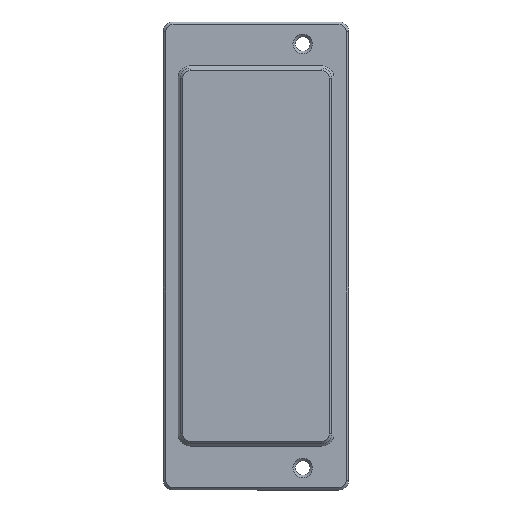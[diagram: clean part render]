
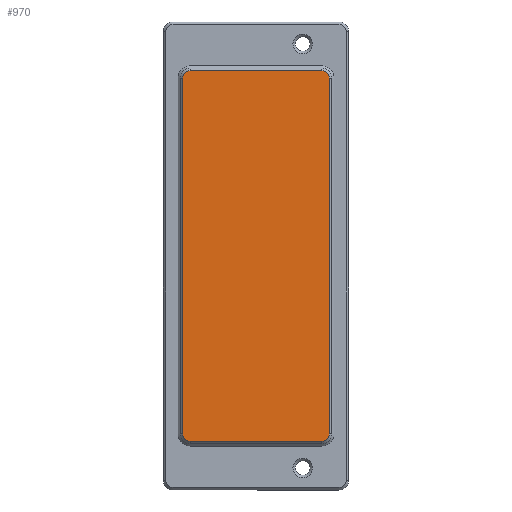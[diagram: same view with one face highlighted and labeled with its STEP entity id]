
A CAD part, top view. The second image highlights one B-rep face of the part: STEP entity #970.
In plain terms, the highlighted planar face has unit normal (0, 0, 1).
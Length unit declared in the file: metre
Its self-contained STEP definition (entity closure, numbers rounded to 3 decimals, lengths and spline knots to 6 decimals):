
#102=LINE('',#1608,#190);
#103=LINE('',#1612,#191);
#104=LINE('',#1616,#192);
#105=LINE('',#1620,#193);
#190=VECTOR('',#1260,1.);
#191=VECTOR('',#1263,1.);
#192=VECTOR('',#1266,1.);
#193=VECTOR('',#1269,1.);
#298=ORIENTED_EDGE('',*,*,#570,.T.);
#299=ORIENTED_EDGE('',*,*,#571,.T.);
#300=ORIENTED_EDGE('',*,*,#572,.T.);
#301=ORIENTED_EDGE('',*,*,#573,.T.);
#302=ORIENTED_EDGE('',*,*,#574,.T.);
#303=ORIENTED_EDGE('',*,*,#575,.T.);
#304=ORIENTED_EDGE('',*,*,#576,.T.);
#305=ORIENTED_EDGE('',*,*,#577,.T.);
#570=EDGE_CURVE('',#706,#707,#736,.T.);
#571=EDGE_CURVE('',#707,#708,#102,.T.);
#572=EDGE_CURVE('',#708,#709,#737,.T.);
#573=EDGE_CURVE('',#709,#710,#103,.T.);
#574=EDGE_CURVE('',#710,#711,#738,.T.);
#575=EDGE_CURVE('',#711,#712,#104,.T.);
#576=EDGE_CURVE('',#712,#713,#739,.T.);
#577=EDGE_CURVE('',#713,#706,#105,.T.);
#706=VERTEX_POINT('',#1606);
#707=VERTEX_POINT('',#1607);
#708=VERTEX_POINT('',#1609);
#709=VERTEX_POINT('',#1611);
#710=VERTEX_POINT('',#1613);
#711=VERTEX_POINT('',#1615);
#712=VERTEX_POINT('',#1617);
#713=VERTEX_POINT('',#1619);
#736=CIRCLE('',#1069,0.0015);
#737=CIRCLE('',#1070,0.0015);
#738=CIRCLE('',#1071,0.0015);
#739=CIRCLE('',#1072,0.0015);
#778=EDGE_LOOP('',(#298,#299,#300,#301,#302,#303,#304,#305));
#860=FACE_BOUND('',#778,.T.);
#933=PLANE('',#1068);
#970=ADVANCED_FACE('',(#860),#933,.T.);
#1068=AXIS2_PLACEMENT_3D('',#1604,#1256,#1257);
#1069=AXIS2_PLACEMENT_3D('',#1605,#1258,#1259);
#1070=AXIS2_PLACEMENT_3D('',#1610,#1261,#1262);
#1071=AXIS2_PLACEMENT_3D('',#1614,#1264,#1265);
#1072=AXIS2_PLACEMENT_3D('',#1618,#1267,#1268);
#1256=DIRECTION('',(0.,0.,1.));
#1257=DIRECTION('',(1.,0.,0.));
#1258=DIRECTION('',(0.,0.,1.));
#1259=DIRECTION('',(1.,0.,0.));
#1260=DIRECTION('',(-1.,0.,0.));
#1261=DIRECTION('',(0.,0.,1.));
#1262=DIRECTION('',(1.,0.,0.));
#1263=DIRECTION('',(0.,-1.,0.));
#1264=DIRECTION('',(0.,0.,1.));
#1265=DIRECTION('',(1.,0.,0.));
#1266=DIRECTION('',(1.,0.,0.));
#1267=DIRECTION('',(0.,0.,1.));
#1268=DIRECTION('',(1.,0.,0.));
#1269=DIRECTION('',(0.,1.,0.));
#1604=CARTESIAN_POINT('',(0.079993,-0.005429,-0.032378));
#1605=CARTESIAN_POINT('',(0.093493,0.031071,-0.032378));
#1606=CARTESIAN_POINT('',(0.094993,0.031071,-0.032378));
#1607=CARTESIAN_POINT('',(0.093493,0.032571,-0.032378));
#1608=CARTESIAN_POINT('',(0.079993,0.032571,-0.032378));
#1609=CARTESIAN_POINT('',(0.066493,0.032571,-0.032378));
#1610=CARTESIAN_POINT('',(0.066493,0.031071,-0.032378));
#1611=CARTESIAN_POINT('',(0.064993,0.031071,-0.032378));
#1612=CARTESIAN_POINT('',(0.064993,-0.005429,-0.032378));
#1613=CARTESIAN_POINT('',(0.064993,-0.041929,-0.032378));
#1614=CARTESIAN_POINT('',(0.066493,-0.041929,-0.032378));
#1615=CARTESIAN_POINT('',(0.066493,-0.043429,-0.032378));
#1616=CARTESIAN_POINT('',(0.093493,-0.043429,-0.032378));
#1617=CARTESIAN_POINT('',(0.093493,-0.043429,-0.032378));
#1618=CARTESIAN_POINT('',(0.093493,-0.041929,-0.032378));
#1619=CARTESIAN_POINT('',(0.094993,-0.041929,-0.032378));
#1620=CARTESIAN_POINT('',(0.094993,0.031071,-0.032378));
